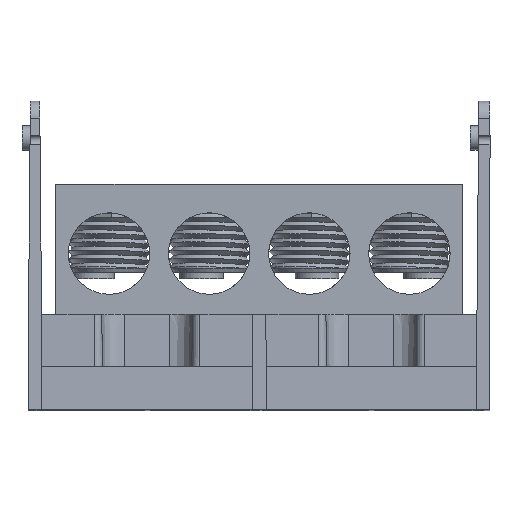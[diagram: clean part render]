
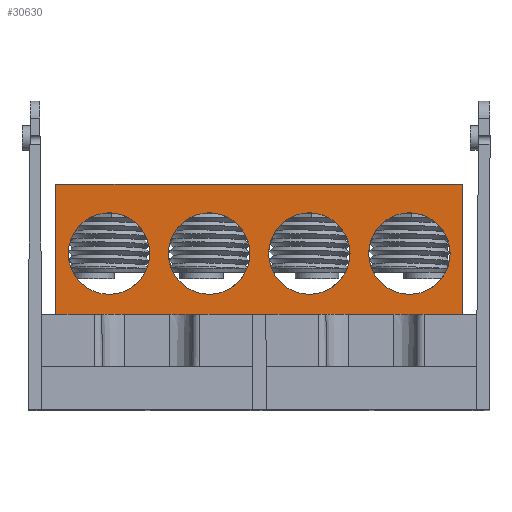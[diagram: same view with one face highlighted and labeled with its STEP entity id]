
A CAD part, top view. The second image highlights one B-rep face of the part: STEP entity #30630.
In plain terms, the highlighted planar face has unit normal (0, 0, 1).
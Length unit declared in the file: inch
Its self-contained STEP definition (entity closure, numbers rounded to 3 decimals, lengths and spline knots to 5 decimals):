
#152 = DIRECTION ( 'NONE',  ( 0., 0., 1. ) ) ;
#959 = ORIENTED_EDGE ( 'NONE', *, *, #40439, .T. ) ;
#1240 = VERTEX_POINT ( 'NONE', #43252 ) ;
#1366 = ORIENTED_EDGE ( 'NONE', *, *, #17414, .F. ) ;
#2444 = VERTEX_POINT ( 'NONE', #33579 ) ;
#2521 = DIRECTION ( 'NONE',  ( 0., 0., 1. ) ) ;
#3022 = CARTESIAN_POINT ( 'NONE',  ( 0.03075, 1.8, 1.75 ) ) ;
#4238 = LINE ( 'NONE', #44753, #5338 ) ;
#4247 = LINE ( 'NONE', #4429, #33266 ) ;
#4429 = CARTESIAN_POINT ( 'NONE',  ( 3.63, 1.1, 1.75 ) ) ;
#4547 = DIRECTION ( 'NONE',  ( 0., -1., 0. ) ) ;
#4955 = DIRECTION ( 'NONE',  ( 0., -1., 0. ) ) ;
#5052 = FACE_BOUND ( 'NONE', #19593, .T. ) ;
#5338 = VECTOR ( 'NONE', #4547, 39.37008 ) ;
#5867 = VERTEX_POINT ( 'NONE', #44404 ) ;
#7893 = EDGE_CURVE ( 'NONE', #2444, #29121, #4238, .T. ) ;
#8059 = DIRECTION ( 'NONE',  ( -1., 0., 0. ) ) ;
#10951 = CIRCLE ( 'NONE', #22193, 0.46875 ) ;
#12469 = CARTESIAN_POINT ( 'NONE',  ( 1.866, 1.8, 1.75 ) ) ;
#14700 = FACE_BOUND ( 'NONE', #39197, .T. ) ;
#15442 = EDGE_CURVE ( 'NONE', #26256, #26256, #17256, .T. ) ;
#15544 = CARTESIAN_POINT ( 'NONE',  ( 3.63, 1.1, 1.75 ) ) ;
#15723 = EDGE_CURVE ( 'NONE', #16569, #16569, #10951, .T. ) ;
#16151 = VERTEX_POINT ( 'NONE', #45039 ) ;
#16162 = DIRECTION ( 'NONE',  ( 1., 0., 0. ) ) ;
#16569 = VERTEX_POINT ( 'NONE', #42946 ) ;
#17256 = CIRCLE ( 'NONE', #23096, 0.46875 ) ;
#17414 = EDGE_CURVE ( 'NONE', #16151, #5867, #32366, .T. ) ;
#17450 = CARTESIAN_POINT ( 'NONE',  ( 2.33475, 1.8, 1.75 ) ) ;
#18749 = EDGE_CURVE ( 'NONE', #25104, #25104, #29385, .T. ) ;
#18929 = LINE ( 'NONE', #31412, #38351 ) ;
#19231 = DIRECTION ( 'NONE',  ( -1., 0., 0. ) ) ;
#19593 = EDGE_LOOP ( 'NONE', ( #45318 ) ) ;
#20245 = DIRECTION ( 'NONE',  ( 0., 0., 1. ) ) ;
#20685 = CARTESIAN_POINT ( 'NONE',  ( -1.05, 1.1, 1.75 ) ) ;
#21164 = AXIS2_PLACEMENT_3D ( 'NONE', #24264, #2521, #27940 ) ;
#21648 = CIRCLE ( 'NONE', #38544, 0.46875 ) ;
#21871 = CARTESIAN_POINT ( 'NONE',  ( 0.714, 1.8, 1.75 ) ) ;
#22193 = AXIS2_PLACEMENT_3D ( 'NONE', #42095, #20245, #45711 ) ;
#23096 = AXIS2_PLACEMENT_3D ( 'NONE', #12469, #38043, #16162 ) ;
#23257 = FACE_OUTER_BOUND ( 'NONE', #46250, .T. ) ;
#23915 = DIRECTION ( 'NONE',  ( -1., 0., 0. ) ) ;
#24264 = CARTESIAN_POINT ( 'NONE',  ( -0.438, 1.8, 1.75 ) ) ;
#24901 = EDGE_LOOP ( 'NONE', ( #42507 ) ) ;
#24961 = AXIS2_PLACEMENT_3D ( 'NONE', #15544, #41084, #19231 ) ;
#25104 = VERTEX_POINT ( 'NONE', #3022 ) ;
#25246 = ORIENTED_EDGE ( 'NONE', *, *, #32653, .F. ) ;
#25521 = DIRECTION ( 'NONE',  ( 1., 0., 0. ) ) ;
#26256 = VERTEX_POINT ( 'NONE', #17450 ) ;
#26607 = EDGE_CURVE ( 'NONE', #1240, #1240, #21648, .T. ) ;
#27940 = DIRECTION ( 'NONE',  ( 1., 0., 0. ) ) ;
#28422 = ORIENTED_EDGE ( 'NONE', *, *, #15723, .F. ) ;
#29121 = VERTEX_POINT ( 'NONE', #20685 ) ;
#29385 = CIRCLE ( 'NONE', #21164, 0.46875 ) ;
#30630 = ADVANCED_FACE ( 'NONE', ( #32976, #5052, #14700, #42664, #23257 ), #40929, .F. ) ;
#30638 = EDGE_LOOP ( 'NONE', ( #28422 ) ) ;
#31412 = CARTESIAN_POINT ( 'NONE',  ( 3.63, 2.6, 1.75 ) ) ;
#32366 = LINE ( 'NONE', #41268, #33523 ) ;
#32653 = EDGE_CURVE ( 'NONE', #5867, #29121, #4247, .T. ) ;
#32976 = FACE_BOUND ( 'NONE', #24901, .T. ) ;
#33266 = VECTOR ( 'NONE', #8059, 39.37008 ) ;
#33523 = VECTOR ( 'NONE', #4955, 39.37008 ) ;
#33579 = CARTESIAN_POINT ( 'NONE',  ( -1.05, 2.6, 1.75 ) ) ;
#37714 = ORIENTED_EDGE ( 'NONE', *, *, #7893, .T. ) ;
#38043 = DIRECTION ( 'NONE',  ( 0., 0., 1. ) ) ;
#38351 = VECTOR ( 'NONE', #23915, 39.37008 ) ;
#38544 = AXIS2_PLACEMENT_3D ( 'NONE', #21871, #152, #25521 ) ;
#39197 = EDGE_LOOP ( 'NONE', ( #43280 ) ) ;
#40439 = EDGE_CURVE ( 'NONE', #16151, #2444, #18929, .T. ) ;
#40929 = PLANE ( 'NONE',  #24961 ) ;
#41084 = DIRECTION ( 'NONE',  ( 0., 0., -1. ) ) ;
#41268 = CARTESIAN_POINT ( 'NONE',  ( 3.63, 1.1, 1.75 ) ) ;
#42095 = CARTESIAN_POINT ( 'NONE',  ( 3.018, 1.8, 1.75 ) ) ;
#42507 = ORIENTED_EDGE ( 'NONE', *, *, #18749, .F. ) ;
#42664 = FACE_BOUND ( 'NONE', #30638, .T. ) ;
#42946 = CARTESIAN_POINT ( 'NONE',  ( 3.48675, 1.8, 1.75 ) ) ;
#43252 = CARTESIAN_POINT ( 'NONE',  ( 1.18275, 1.8, 1.75 ) ) ;
#43280 = ORIENTED_EDGE ( 'NONE', *, *, #15442, .F. ) ;
#44404 = CARTESIAN_POINT ( 'NONE',  ( 3.63, 1.1, 1.75 ) ) ;
#44753 = CARTESIAN_POINT ( 'NONE',  ( -1.05, 1.1, 1.75 ) ) ;
#45039 = CARTESIAN_POINT ( 'NONE',  ( 3.63, 2.6, 1.75 ) ) ;
#45318 = ORIENTED_EDGE ( 'NONE', *, *, #26607, .F. ) ;
#45711 = DIRECTION ( 'NONE',  ( 1., 0., 0. ) ) ;
#46250 = EDGE_LOOP ( 'NONE', ( #37714, #25246, #1366, #959 ) ) ;
